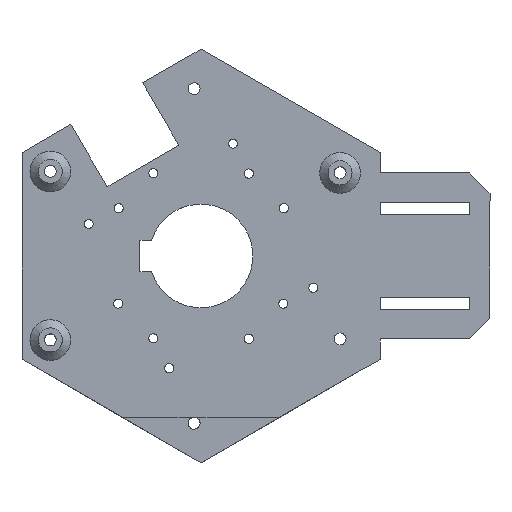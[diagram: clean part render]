
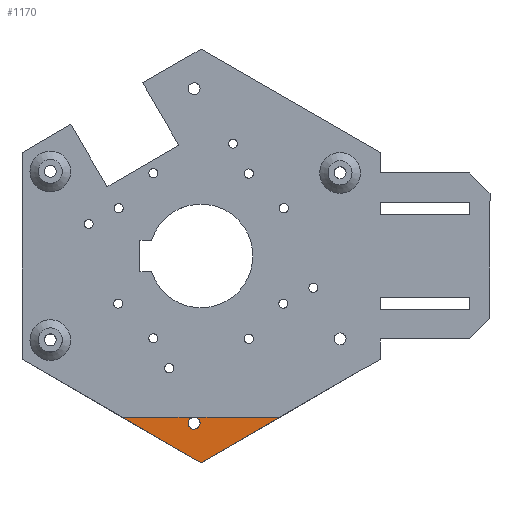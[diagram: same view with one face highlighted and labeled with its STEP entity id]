
A CAD part, top view. The second image highlights one B-rep face of the part: STEP entity #1170.
In plain terms, the highlighted planar face has unit normal (0, 0, 1).
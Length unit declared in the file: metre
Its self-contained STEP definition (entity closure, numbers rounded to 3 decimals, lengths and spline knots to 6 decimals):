
#38=CIRCLE('',#1249,0.001445);
#93=ORIENTED_EDGE('',*,*,#391,.T.);
#94=ORIENTED_EDGE('',*,*,#397,.T.);
#95=ORIENTED_EDGE('',*,*,#398,.T.);
#96=ORIENTED_EDGE('',*,*,#399,.F.);
#97=ORIENTED_EDGE('',*,*,#400,.F.);
#391=EDGE_CURVE('',#544,#543,#659,.T.);
#397=EDGE_CURVE('',#543,#549,#38,.T.);
#398=EDGE_CURVE('',#549,#550,#664,.T.);
#399=EDGE_CURVE('',#551,#550,#665,.T.);
#400=EDGE_CURVE('',#544,#551,#666,.T.);
#543=VERTEX_POINT('',#1693);
#544=VERTEX_POINT('',#1695);
#549=VERTEX_POINT('',#1708);
#550=VERTEX_POINT('',#1710);
#551=VERTEX_POINT('',#1712);
#659=LINE('',#1694,#763);
#664=LINE('',#1709,#768);
#665=LINE('',#1711,#769);
#666=LINE('',#1713,#770);
#763=VECTOR('',#1363,1.);
#768=VECTOR('',#1376,1.);
#769=VECTOR('',#1377,1.);
#770=VECTOR('',#1378,1.);
#868=EDGE_LOOP('',(#93,#94,#95,#96,#97));
#1000=FACE_BOUND('',#868,.T.);
#1131=PLANE('',#1248);
#1170=ADVANCED_FACE('',(#1000),#1131,.F.);
#1248=AXIS2_PLACEMENT_3D('',#1706,#1372,#1373);
#1249=AXIS2_PLACEMENT_3D('',#1707,#1374,#1375);
#1363=DIRECTION('',(-1.,0.,0.));
#1372=DIRECTION('',(0.,0.,-1.));
#1373=DIRECTION('',(-1.,0.,0.));
#1374=DIRECTION('',(0.,0.,-1.));
#1375=DIRECTION('',(-1.,0.,0.));
#1376=DIRECTION('',(-1.,0.,0.));
#1377=DIRECTION('',(-0.866,0.5,0.));
#1378=DIRECTION('',(-0.866,-0.5,0.));
#1693=CARTESIAN_POINT('',(-0.053821,-0.091518,-0.007809));
#1694=CARTESIAN_POINT('',(-0.052339,-0.091518,-0.007809));
#1695=CARTESIAN_POINT('',(-0.033358,-0.091518,-0.007809));
#1706=CARTESIAN_POINT('',(-0.052339,-0.116518,-0.007809));
#1707=CARTESIAN_POINT('',(-0.054022,-0.092949,-0.007809));
#1708=CARTESIAN_POINT('',(-0.054224,-0.091518,-0.007809));
#1709=CARTESIAN_POINT('',(-0.052339,-0.091518,-0.007809));
#1710=CARTESIAN_POINT('',(-0.07132,-0.091518,-0.007809));
#1711=CARTESIAN_POINT('',(-0.046259,-0.105987,-0.007809));
#1712=CARTESIAN_POINT('',(-0.052339,-0.102476,-0.007809));
#1713=CARTESIAN_POINT('',(-0.058419,-0.105987,-0.007809));
